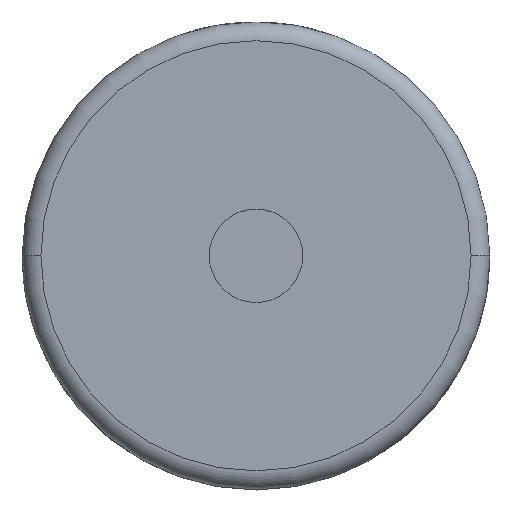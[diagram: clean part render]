
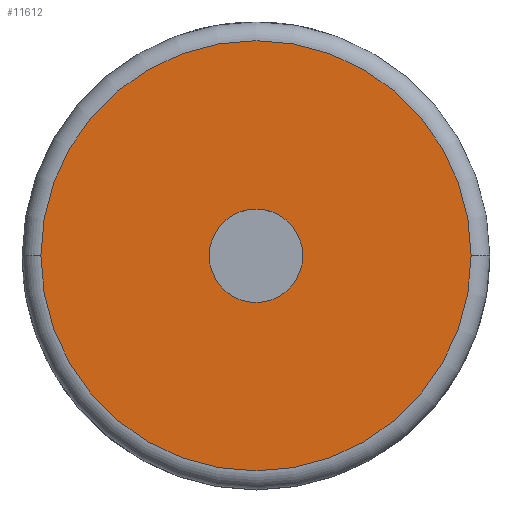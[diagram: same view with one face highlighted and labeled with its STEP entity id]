
A CAD part, top view. The second image highlights one B-rep face of the part: STEP entity #11612.
In plain terms, the highlighted planar face has unit normal (0, 0, 1).
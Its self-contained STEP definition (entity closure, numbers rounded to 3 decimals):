
#207 = PLANE ( 'NONE',  #21784 ) ;
#2218 = DIRECTION ( 'NONE',  ( 1., 0., 0. ) ) ;
#2250 = CARTESIAN_POINT ( 'NONE',  ( 0., 0., 7. ) ) ;
#2850 = DIRECTION ( 'NONE',  ( 1., 0., 0. ) ) ;
#3938 = EDGE_LOOP ( 'NONE', ( #8987, #12094 ) ) ;
#4079 = VERTEX_POINT ( 'NONE', #6785 ) ;
#4308 = EDGE_CURVE ( 'NONE', #24348, #14033, #18504, .T. ) ;
#5275 = AXIS2_PLACEMENT_3D ( 'NONE', #2250, #19598, #9888 ) ;
#5517 = DIRECTION ( 'NONE',  ( 1., 0., 0. ) ) ;
#6270 = EDGE_CURVE ( 'NONE', #15156, #4079, #7686, .T. ) ;
#6304 = AXIS2_PLACEMENT_3D ( 'NONE', #19944, #23866, #2850 ) ;
#6785 = CARTESIAN_POINT ( 'NONE',  ( 1.25, 0., 7. ) ) ;
#7686 = CIRCLE ( 'NONE', #21748, 1.25 ) ;
#8349 = DIRECTION ( 'NONE',  ( 0., 0., 1. ) ) ;
#8768 = DIRECTION ( 'NONE',  ( 0., 0., 1. ) ) ;
#8987 = ORIENTED_EDGE ( 'NONE', *, *, #4308, .T. ) ;
#9888 = DIRECTION ( 'NONE',  ( 1., 0., 0. ) ) ;
#10795 = CARTESIAN_POINT ( 'NONE',  ( 5.75, 0., 7. ) ) ;
#10849 = EDGE_LOOP ( 'NONE', ( #16420, #13332 ) ) ;
#11612 = ADVANCED_FACE ( 'NONE', ( #19348, #17433 ), #207, .T. ) ;
#12094 = ORIENTED_EDGE ( 'NONE', *, *, #12558, .T. ) ;
#12297 = CARTESIAN_POINT ( 'NONE',  ( 0., 0., 7. ) ) ;
#12558 = EDGE_CURVE ( 'NONE', #14033, #24348, #13378, .T. ) ;
#13332 = ORIENTED_EDGE ( 'NONE', *, *, #6270, .F. ) ;
#13378 = CIRCLE ( 'NONE', #19417, 5.75 ) ;
#13973 = EDGE_CURVE ( 'NONE', #4079, #15156, #18740, .T. ) ;
#14033 = VERTEX_POINT ( 'NONE', #14266 ) ;
#14266 = CARTESIAN_POINT ( 'NONE',  ( -5.75, 0., 7. ) ) ;
#14293 = DIRECTION ( 'NONE',  ( 1., 0., 0. ) ) ;
#15049 = DIRECTION ( 'NONE',  ( 0., 0., 1. ) ) ;
#15156 = VERTEX_POINT ( 'NONE', #20568 ) ;
#16420 = ORIENTED_EDGE ( 'NONE', *, *, #13973, .F. ) ;
#17433 = FACE_BOUND ( 'NONE', #10849, .T. ) ;
#18504 = CIRCLE ( 'NONE', #5275, 5.75 ) ;
#18740 = CIRCLE ( 'NONE', #6304, 1.25 ) ;
#19348 = FACE_OUTER_BOUND ( 'NONE', #3938, .T. ) ;
#19417 = AXIS2_PLACEMENT_3D ( 'NONE', #22872, #15049, #5517 ) ;
#19598 = DIRECTION ( 'NONE',  ( 0., 0., 1. ) ) ;
#19944 = CARTESIAN_POINT ( 'NONE',  ( 0., 0., 7. ) ) ;
#20568 = CARTESIAN_POINT ( 'NONE',  ( -1.25, 0., 7. ) ) ;
#21711 = CARTESIAN_POINT ( 'NONE',  ( 0., 0., 7. ) ) ;
#21748 = AXIS2_PLACEMENT_3D ( 'NONE', #21711, #8349, #2218 ) ;
#21784 = AXIS2_PLACEMENT_3D ( 'NONE', #12297, #8768, #14293 ) ;
#22872 = CARTESIAN_POINT ( 'NONE',  ( 0., 0., 7. ) ) ;
#23866 = DIRECTION ( 'NONE',  ( 0., 0., 1. ) ) ;
#24348 = VERTEX_POINT ( 'NONE', #10795 ) ;
